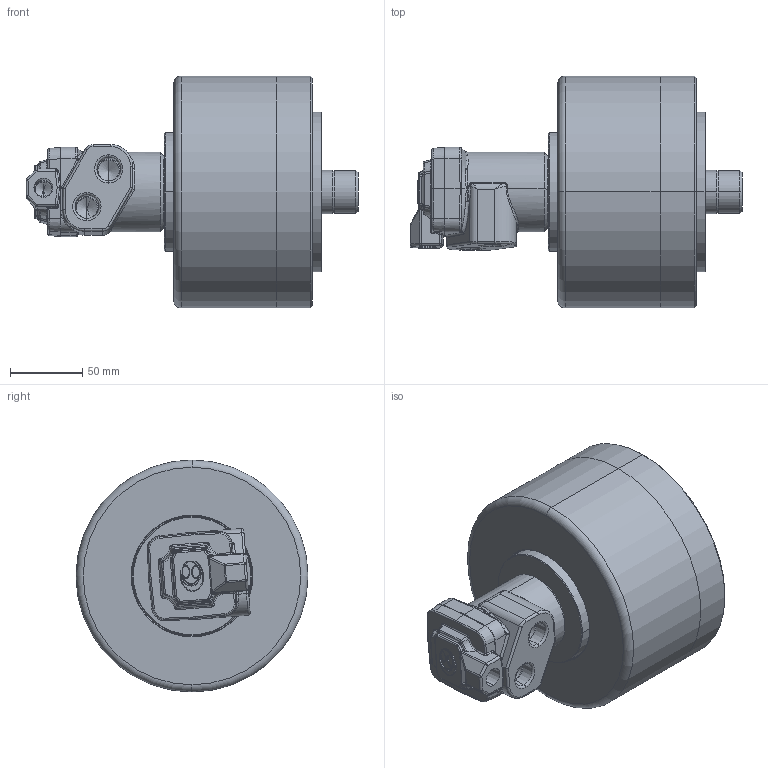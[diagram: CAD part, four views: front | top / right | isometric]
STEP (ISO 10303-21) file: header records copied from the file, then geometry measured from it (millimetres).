
FILE_DESCRIPTION (( 'STEP AP203' ), '1' );
FILE_NAME ('RH-125²Õ¦X¥ó.STEP', '2011-03-15T03:36:04', ( 'user' ), ( '' ), 'SwSTEP 2.0', 'SolidWorks 2010', '' );
FILE_SCHEMA (( 'CONFIG_CONTROL_DESIGN' ));
Length unit declared in the file: metre
Products named in the file (8): RH-100閥軸組; RH-100閥體; RH-125組合件; RH-125缸體; RH-125活塞; RH-125缸蓋; RH-100閥軸; RH-100閥蓋
Assembly tree (7 placements, depth 3):
  RH-125組合件
    RH-125活塞
    RH-125缸蓋
    RH-100閥軸組
      RH-100閥蓋
      RH-100閥軸
      RH-100閥體
    RH-125缸體
Bounding box: 229 x 160 x 160 mm (x, y, z)
Volume: 1945879.7 mm3; surface area: 257940.4 mm2
Topology: 6 solids, 6 shells, 458 faces, 1057 edges, 610 vertices
Faces by surface type: cylinder 150, bspline 123, plane 93, cone 60, torus 23, sphere 9
Entity records: 29971 total; most frequent: CARTESIAN_POINT 19715, ORIENTED_EDGE 2050, DIRECTION 1808, EDGE_CURVE 1025, AXIS2_PLACEMENT_3D 734, VERTEX_POINT 610, EDGE_LOOP 495, ADVANCED_FACE 458
